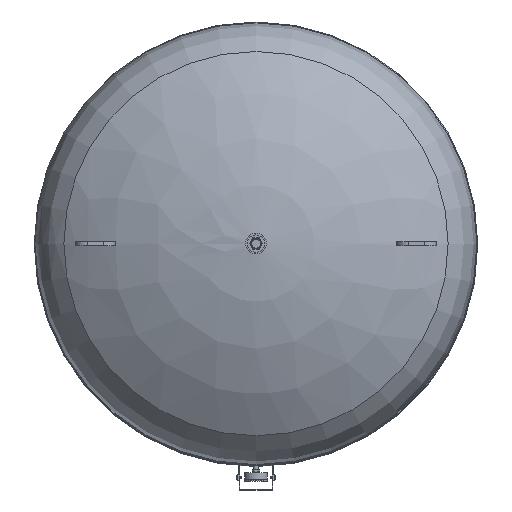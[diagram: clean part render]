
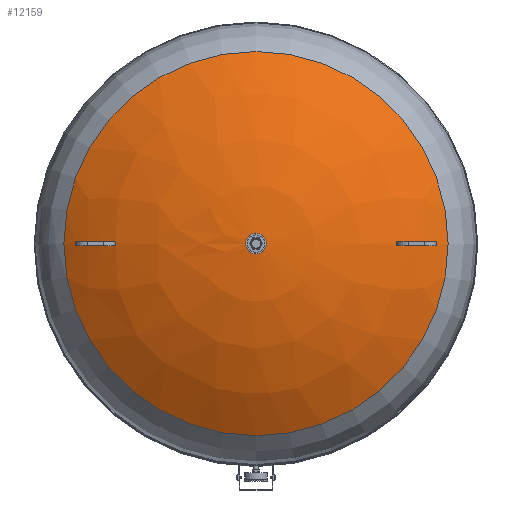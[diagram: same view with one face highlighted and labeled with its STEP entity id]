
A CAD part, top view. The second image highlights one B-rep face of the part: STEP entity #12159.
In plain terms, the highlighted free-form (B-spline) face has degree [2, 2] with [3, 9] control points.
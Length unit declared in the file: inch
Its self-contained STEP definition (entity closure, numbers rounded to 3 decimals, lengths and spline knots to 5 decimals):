
#15=(
BOUNDED_SURFACE()
B_SPLINE_SURFACE(2,2,((#21324,#21325,#21326,#21327,#21328,#21329,#21330,
#21331,#21332),(#21333,#21334,#21335,#21336,#21337,#21338,#21339,#21340,
#21341),(#21342,#21343,#21344,#21345,#21346,#21347,#21348,#21349,#21350)),
 .UNSPECIFIED.,.F.,.T.,.F.)
B_SPLINE_SURFACE_WITH_KNOTS((3,3),(3,2,2,2,3),(0.99199,1.53672),
(-3.14159,-1.5708,0.,1.5708,3.14159),
 .UNSPECIFIED.)
GEOMETRIC_REPRESENTATION_ITEM()
RATIONAL_B_SPLINE_SURFACE(((1.,0.707,1.,0.707,1.,
0.707,1.,0.707,1.),(0.963,0.681,
0.963,0.681,0.963,0.681,
0.963,0.681,0.963),(1.,0.707,
1.,0.707,1.,0.707,1.,0.707,1.)))
REPRESENTATION_ITEM('')
SURFACE()
);
#206=(
BOUNDED_CURVE()
B_SPLINE_CURVE(2,(#21353,#21354,#21355),.UNSPECIFIED.,.F.,.F.)
B_SPLINE_CURVE_WITH_KNOTS((3,3),(-1.53672,-1.1582),
 .UNSPECIFIED.)
CURVE()
GEOMETRIC_REPRESENTATION_ITEM()
RATIONAL_B_SPLINE_CURVE((1.,0.974,0.984))
REPRESENTATION_ITEM('')
);
#207=(
BOUNDED_CURVE()
B_SPLINE_CURVE(2,(#21357,#21358,#21359),.UNSPECIFIED.,.F.,.F.)
B_SPLINE_CURVE_WITH_KNOTS((3,3),(-1.03033,-0.99199),
 .UNSPECIFIED.)
CURVE()
GEOMETRIC_REPRESENTATION_ITEM()
RATIONAL_B_SPLINE_CURVE((0.995,0.997,1.))
REPRESENTATION_ITEM('')
);
#2483=FACE_BOUND('',#4062,.T.);
#3070=FACE_OUTER_BOUND('',#4061,.T.);
#4061=EDGE_LOOP('',(#9745,#9746,#9747,#9748,#9749,#9750,#9751,#9752,#9753,
#9754,#9755,#9756));
#4062=EDGE_LOOP('',(#9757,#9758,#9759,#9760));
#4470=CIRCLE('',#12756,34.732);
#4474=CIRCLE('',#12761,31.43214);
#4475=CIRCLE('',#12762,31.43214);
#4479=CIRCLE('',#12771,29.49954);
#4480=CIRCLE('',#12772,29.49954);
#4481=CIRCLE('',#12774,34.732);
#4719=CIRCLE('',#13316,1.01759);
#4720=CIRCLE('',#13317,18.83396);
#4721=CIRCLE('',#13318,31.42894);
#4722=CIRCLE('',#13319,34.732);
#4723=CIRCLE('',#13320,29.49498);
#4724=CIRCLE('',#13321,34.732);
#5077=VERTEX_POINT('',#17814);
#5078=VERTEX_POINT('',#17815);
#5084=VERTEX_POINT('',#17829);
#5085=VERTEX_POINT('',#17830);
#5091=VERTEX_POINT('',#17852);
#5092=VERTEX_POINT('',#17854);
#5637=VERTEX_POINT('',#21351);
#5638=VERTEX_POINT('',#21356);
#5639=VERTEX_POINT('',#21361);
#5640=VERTEX_POINT('',#21362);
#5641=VERTEX_POINT('',#21364);
#5642=VERTEX_POINT('',#21366);
#6250=EDGE_CURVE('',#5077,#5078,#4470,.T.);
#6257=EDGE_CURVE('',#5084,#5085,#4474,.T.);
#6260=EDGE_CURVE('',#5085,#5077,#4475,.T.);
#6268=EDGE_CURVE('',#5078,#5091,#4479,.T.);
#6270=EDGE_CURVE('',#5091,#5092,#4480,.T.);
#6271=EDGE_CURVE('',#5092,#5084,#4481,.T.);
#7060=EDGE_CURVE('',#5637,#5637,#4719,.T.);
#7061=EDGE_CURVE('',#5637,#5085,#206,.T.);
#7062=EDGE_CURVE('',#5091,#5638,#207,.T.);
#7063=EDGE_CURVE('',#5638,#5638,#4720,.T.);
#7064=EDGE_CURVE('',#5639,#5640,#4721,.T.);
#7065=EDGE_CURVE('',#5641,#5639,#4722,.T.);
#7066=EDGE_CURVE('',#5642,#5641,#4723,.T.);
#7067=EDGE_CURVE('',#5640,#5642,#4724,.T.);
#9745=ORIENTED_EDGE('',*,*,#7060,.F.);
#9746=ORIENTED_EDGE('',*,*,#7061,.T.);
#9747=ORIENTED_EDGE('',*,*,#6260,.T.);
#9748=ORIENTED_EDGE('',*,*,#6250,.T.);
#9749=ORIENTED_EDGE('',*,*,#6268,.T.);
#9750=ORIENTED_EDGE('',*,*,#7062,.T.);
#9751=ORIENTED_EDGE('',*,*,#7063,.T.);
#9752=ORIENTED_EDGE('',*,*,#7062,.F.);
#9753=ORIENTED_EDGE('',*,*,#6270,.T.);
#9754=ORIENTED_EDGE('',*,*,#6271,.T.);
#9755=ORIENTED_EDGE('',*,*,#6257,.T.);
#9756=ORIENTED_EDGE('',*,*,#7061,.F.);
#9757=ORIENTED_EDGE('',*,*,#7064,.F.);
#9758=ORIENTED_EDGE('',*,*,#7065,.F.);
#9759=ORIENTED_EDGE('',*,*,#7066,.F.);
#9760=ORIENTED_EDGE('',*,*,#7067,.F.);
#12159=ADVANCED_FACE('',(#3070,#2483),#15,.F.);
#12756=AXIS2_PLACEMENT_3D('',#17816,#14495,#14496);
#12761=AXIS2_PLACEMENT_3D('',#17831,#14508,#14509);
#12762=AXIS2_PLACEMENT_3D('',#17835,#14512,#14513);
#12771=AXIS2_PLACEMENT_3D('',#17853,#14534,#14535);
#12772=AXIS2_PLACEMENT_3D('',#17856,#14537,#14538);
#12774=AXIS2_PLACEMENT_3D('',#17858,#14541,#14542);
#13316=AXIS2_PLACEMENT_3D('',#21352,#16048,#16049);
#13317=AXIS2_PLACEMENT_3D('',#21360,#16050,#16051);
#13318=AXIS2_PLACEMENT_3D('',#21363,#16052,#16053);
#13319=AXIS2_PLACEMENT_3D('',#21365,#16054,#16055);
#13320=AXIS2_PLACEMENT_3D('',#21367,#16056,#16057);
#13321=AXIS2_PLACEMENT_3D('',#21368,#16058,#16059);
#14495=DIRECTION('center_axis',(0.,-1.,0.));
#14496=DIRECTION('ref_axis',(-0.515,0.,0.857));
#14508=DIRECTION('center_axis',(1.,0.,0.));
#14509=DIRECTION('ref_axis',(0.,-0.006,1.));
#14512=DIRECTION('center_axis',(1.,0.,0.));
#14513=DIRECTION('ref_axis',(0.,-0.006,1.));
#14534=DIRECTION('center_axis',(-1.,0.,0.));
#14535=DIRECTION('ref_axis',(0.,0.007,1.));
#14537=DIRECTION('center_axis',(-1.,0.,0.));
#14538=DIRECTION('ref_axis',(0.,0.007,1.));
#14541=DIRECTION('center_axis',(0.,1.,0.));
#14542=DIRECTION('ref_axis',(-0.402,0.,0.916));
#16048=DIRECTION('center_axis',(0.,0.,1.));
#16049=DIRECTION('ref_axis',(-1.,0.,0.));
#16050=DIRECTION('center_axis',(0.,0.,1.));
#16051=DIRECTION('ref_axis',(-1.,0.,0.));
#16052=DIRECTION('center_axis',(1.,0.,0.));
#16053=DIRECTION('ref_axis',(0.,-0.006,1.));
#16054=DIRECTION('center_axis',(0.,-1.,0.));
#16055=DIRECTION('ref_axis',(0.402,0.,0.916));
#16056=DIRECTION('center_axis',(-1.,0.,0.));
#16057=DIRECTION('ref_axis',(0.,0.007,1.));
#16058=DIRECTION('center_axis',(0.,1.,0.));
#16059=DIRECTION('ref_axis',(0.515,0.,0.857));
#17814=CARTESIAN_POINT('',(-454.74725,-19.09447,-33.24821));
#17815=CARTESIAN_POINT('',(-458.68426,-19.09447,-35.28291));
#17816=CARTESIAN_POINT('Origin',(-440.80197,-19.09447,-65.05766));
#17829=CARTESIAN_POINT('',(-454.74725,-18.70077,-33.24821));
#17830=CARTESIAN_POINT('',(-454.74725,-18.89762,-33.24759));
#17831=CARTESIAN_POINT('Origin',(-454.74725,-18.89762,-64.67973));
#17835=CARTESIAN_POINT('Origin',(-454.74725,-18.89762,-64.67973));
#17852=CARTESIAN_POINT('',(-458.68426,-18.89762,-35.28225));
#17853=CARTESIAN_POINT('Origin',(-458.68426,-18.89762,-64.7818));
#17854=CARTESIAN_POINT('',(-458.68426,-18.70077,-35.28291));
#17856=CARTESIAN_POINT('Origin',(-458.68426,-18.89762,-64.7818));
#17858=CARTESIAN_POINT('Origin',(-440.80197,-18.70077,-65.05766));
#21324=CARTESIAN_POINT('Ctrl Pts',(-459.8016,-18.89762,
-35.9825));
#21325=CARTESIAN_POINT('Ctrl Pts',(-459.8016,-37.73158,-35.9825));
#21326=CARTESIAN_POINT('Ctrl Pts',(-440.96764,-37.73158,-35.9825));
#21327=CARTESIAN_POINT('Ctrl Pts',(-422.13368,-37.73158,-35.9825));
#21328=CARTESIAN_POINT('Ctrl Pts',(-422.13368,-18.89762,
-35.9825));
#21329=CARTESIAN_POINT('Ctrl Pts',(-422.13368,-0.06366,
-35.9825));
#21330=CARTESIAN_POINT('Ctrl Pts',(-440.96764,-0.06366,
-35.9825));
#21331=CARTESIAN_POINT('Ctrl Pts',(-459.8016,-0.06366,
-35.9825));
#21332=CARTESIAN_POINT('Ctrl Pts',(-459.8016,-18.89762,
-35.9825));
#21333=CARTESIAN_POINT('Ctrl Pts',(-451.68068,-18.89762,
-30.67575));
#21334=CARTESIAN_POINT('Ctrl Pts',(-451.68068,-29.61066,
-30.67575));
#21335=CARTESIAN_POINT('Ctrl Pts',(-440.96764,-29.61066,
-30.67575));
#21336=CARTESIAN_POINT('Ctrl Pts',(-430.25461,-29.61066,
-30.67575));
#21337=CARTESIAN_POINT('Ctrl Pts',(-430.25461,-18.89762,
-30.67575));
#21338=CARTESIAN_POINT('Ctrl Pts',(-430.25461,-8.18458,
-30.67575));
#21339=CARTESIAN_POINT('Ctrl Pts',(-440.96764,-8.18458,
-30.67575));
#21340=CARTESIAN_POINT('Ctrl Pts',(-451.68068,-8.18458,
-30.67575));
#21341=CARTESIAN_POINT('Ctrl Pts',(-451.68068,-18.89762,
-30.67575));
#21342=CARTESIAN_POINT('Ctrl Pts',(-441.98523,-18.89762,
-30.34524));
#21343=CARTESIAN_POINT('Ctrl Pts',(-441.98523,-19.91521,
-30.34524));
#21344=CARTESIAN_POINT('Ctrl Pts',(-440.96764,-19.91521,
-30.34524));
#21345=CARTESIAN_POINT('Ctrl Pts',(-439.95005,-19.91521,
-30.34524));
#21346=CARTESIAN_POINT('Ctrl Pts',(-439.95005,-18.89762,
-30.34524));
#21347=CARTESIAN_POINT('Ctrl Pts',(-439.95005,-17.88003,
-30.34524));
#21348=CARTESIAN_POINT('Ctrl Pts',(-440.96764,-17.88003,
-30.34524));
#21349=CARTESIAN_POINT('Ctrl Pts',(-441.98523,-17.88003,
-30.34524));
#21350=CARTESIAN_POINT('Ctrl Pts',(-441.98523,-18.89762,
-30.34524));
#21351=CARTESIAN_POINT('',(-441.98523,-18.89762,-30.34524));
#21352=CARTESIAN_POINT('Origin',(-440.96764,-18.89762,-30.34524));
#21353=CARTESIAN_POINT('Ctrl Pts',(-441.98523,-18.89762,
-30.34524));
#21354=CARTESIAN_POINT('Ctrl Pts',(-448.64465,-18.89762,
-30.57225));
#21355=CARTESIAN_POINT('Ctrl Pts',(-454.74725,-18.89762,
-33.24759));
#21356=CARTESIAN_POINT('',(-459.8016,-18.89762,-35.9825));
#21357=CARTESIAN_POINT('Ctrl Pts',(-458.68426,-18.89762,-35.28225));
#21358=CARTESIAN_POINT('Ctrl Pts',(-459.24958,-18.89762,
-35.62177));
#21359=CARTESIAN_POINT('Ctrl Pts',(-459.8016,-18.89762,
-35.9825));
#21360=CARTESIAN_POINT('Origin',(-440.96764,-18.89762,-35.9825));
#21361=CARTESIAN_POINT('',(-427.18016,-18.70077,-33.25166));
#21362=CARTESIAN_POINT('',(-427.18016,-19.09447,-33.25166));
#21363=CARTESIAN_POINT('Origin',(-427.18016,-18.89762,-64.67999));
#21364=CARTESIAN_POINT('',(-423.24315,-18.70077,-35.28764));
#21365=CARTESIAN_POINT('Origin',(-441.13332,-18.70077,-65.05766));
#21366=CARTESIAN_POINT('',(-423.24315,-19.09447,-35.28764));
#21367=CARTESIAN_POINT('Origin',(-423.24315,-18.89762,-64.78196));
#21368=CARTESIAN_POINT('Origin',(-441.13332,-19.09447,-65.05766));
